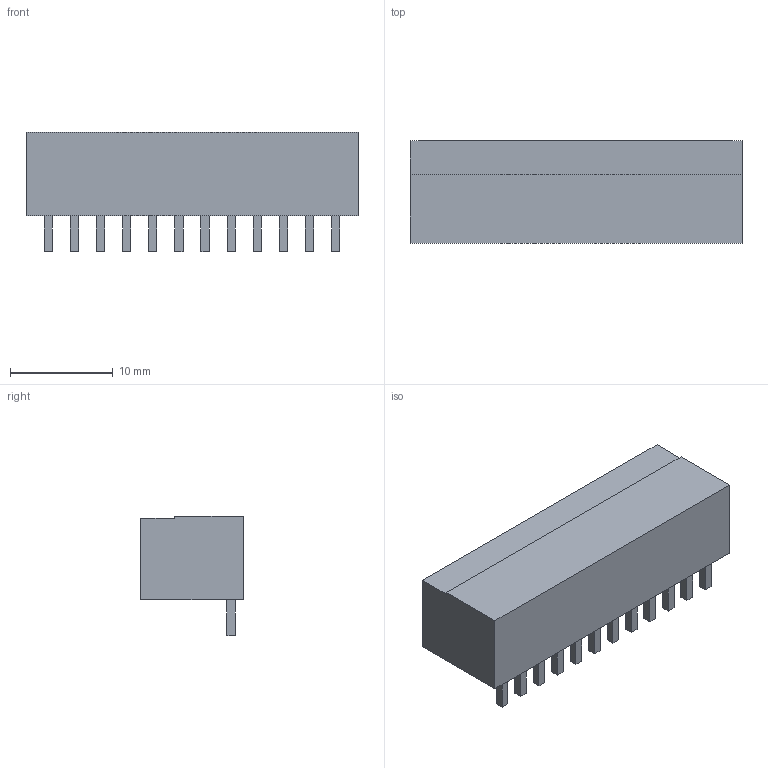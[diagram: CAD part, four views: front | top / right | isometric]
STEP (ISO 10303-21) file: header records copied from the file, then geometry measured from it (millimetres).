
FILE_DESCRIPTION (( 'STEP AP214' ), '1' );
FILE_NAME ('KF2EDGR-2.54-12P.STEP', '2021-04-08T16:13:11', ( '' ), ( '' ), 'SwSTEP 2.0', 'SolidWorks 2018', '' );
FILE_SCHEMA (( 'AUTOMOTIVE_DESIGN' ));
Length unit declared in the file: millimetre
Products named in the file (1): KF2EDGR-2.54-12P
Bounding box: 32.28 x 10 x 11.6 mm (x, y, z)
Volume: 1776.7 mm3; surface area: 2400.6 mm2
Topology: 1 solids, 1 shells, 229 faces, 606 edges, 404 vertices
Faces by surface type: plane 229
Entity records: 9493 total; most frequent: CARTESIAN_POINT 1240, ORIENTED_EDGE 1212, DIRECTION 1066, EDGE_CURVE 606, VECTOR 606, LINE 606, VERTEX_POINT 404, EDGE_LOOP 254
